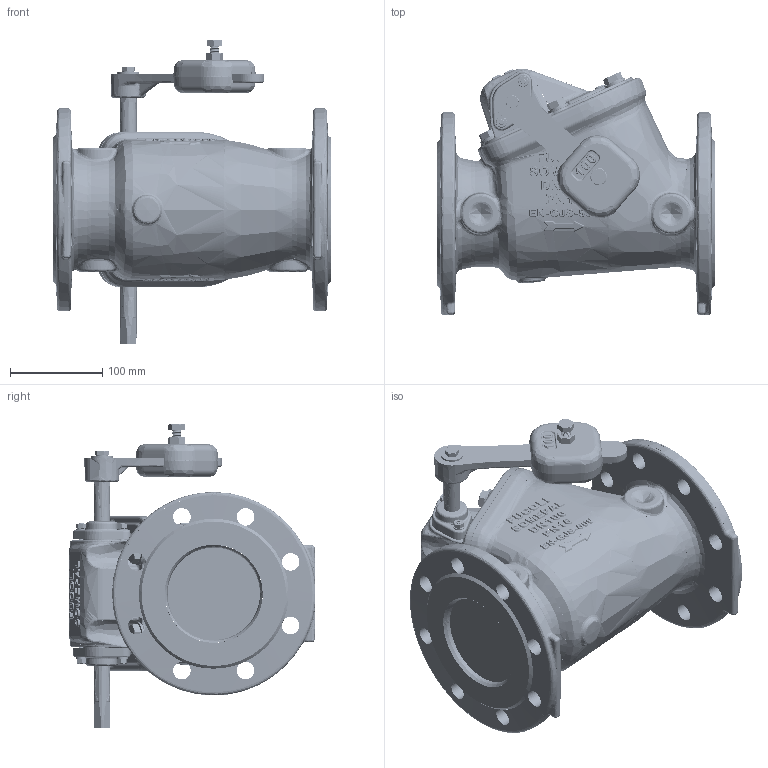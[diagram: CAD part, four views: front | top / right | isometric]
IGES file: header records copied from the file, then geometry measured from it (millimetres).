
Start section: SolidWorks IGES file using NURBS representation for surfaces
Global section: file name: VALV RET MOD SUPRA DN100 PN16_C ALAVANCA.IGS; native system: SolidWorks 2014; preprocessor: SolidWorks 2014; author: sara.pinto; date: 150123.113235; units: millimetre
Bounding box: 300 x 267.03 x 328.4 mm (x, y, z)
Surface area: 412765.2 mm2 (no closed solid volume)
Topology: 0 solids, 0 shells, 4622 faces, 55662 edges, 55569 vertices
Faces by surface type: bspline 4622
